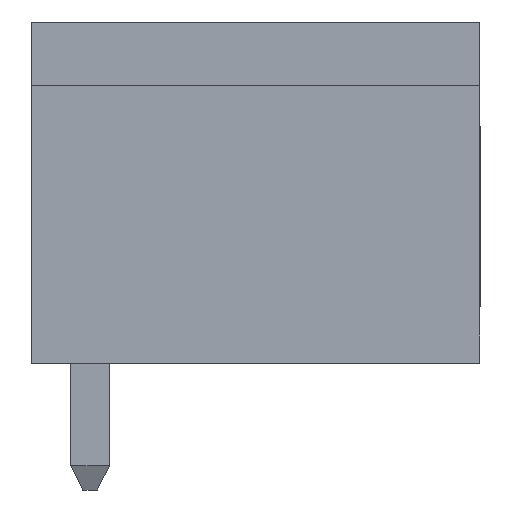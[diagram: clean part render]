
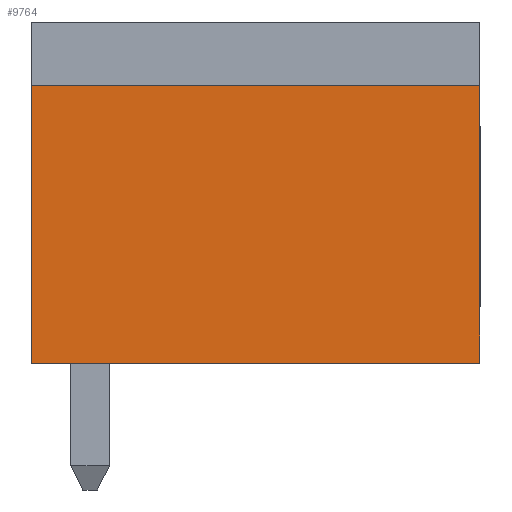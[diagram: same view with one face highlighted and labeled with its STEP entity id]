
A CAD part, left-side view. The second image highlights one B-rep face of the part: STEP entity #9764.
In plain terms, the highlighted planar face has unit normal (-1, 0, 0).
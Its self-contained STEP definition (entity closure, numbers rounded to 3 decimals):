
#2234=ORIENTED_EDGE('',*,*,#4017,.F.);
#2235=ORIENTED_EDGE('',*,*,#4114,.F.);
#2236=ORIENTED_EDGE('',*,*,#3990,.F.);
#2237=ORIENTED_EDGE('',*,*,#3932,.F.);
#3932=EDGE_CURVE('',#5082,#5083,#6206,.T.);
#3990=EDGE_CURVE('',#5083,#5134,#6252,.T.);
#4017=EDGE_CURVE('',#5154,#5082,#6275,.T.);
#4114=EDGE_CURVE('',#5134,#5154,#6369,.T.);
#5082=VERTEX_POINT('',#14814);
#5083=VERTEX_POINT('',#14816);
#5134=VERTEX_POINT('',#14929);
#5154=VERTEX_POINT('',#14980);
#6206=LINE('',#14815,#7438);
#6252=LINE('',#14928,#7484);
#6275=LINE('',#14981,#7507);
#6369=LINE('',#15176,#7601);
#7438=VECTOR('',#12045,1000.);
#7484=VECTOR('',#12123,1000.);
#7507=VECTOR('',#12164,1000.);
#7601=VECTOR('',#12360,1000.);
#8304=EDGE_LOOP('',(#2234,#2235,#2236,#2237));
#8847=FACE_BOUND('',#8304,.T.);
#9314=PLANE('',#10382);
#9764=ADVANCED_FACE('',(#8847),#9314,.F.);
#10382=AXIS2_PLACEMENT_3D('',#15177,#12361,#12362);
#12045=DIRECTION('',(0.,1.,0.));
#12123=DIRECTION('',(0.,0.,1.));
#12164=DIRECTION('',(0.,0.,-1.));
#12360=DIRECTION('',(0.,-1.,0.));
#12361=DIRECTION('',(1.,0.,0.));
#12362=DIRECTION('',(0.,0.,-1.));
#14814=CARTESIAN_POINT('',(-16.525,0.,-3.5));
#14815=CARTESIAN_POINT('',(-16.525,0.,-3.5));
#14816=CARTESIAN_POINT('',(-16.525,9.2,-3.5));
#14928=CARTESIAN_POINT('',(-16.525,9.2,-3.5));
#14929=CARTESIAN_POINT('',(-16.525,9.2,2.2));
#14980=CARTESIAN_POINT('',(-16.525,0.,2.2));
#14981=CARTESIAN_POINT('',(-16.525,0.,2.2));
#15176=CARTESIAN_POINT('',(-16.525,9.2,2.2));
#15177=CARTESIAN_POINT('',(-16.525,0.,0.));
